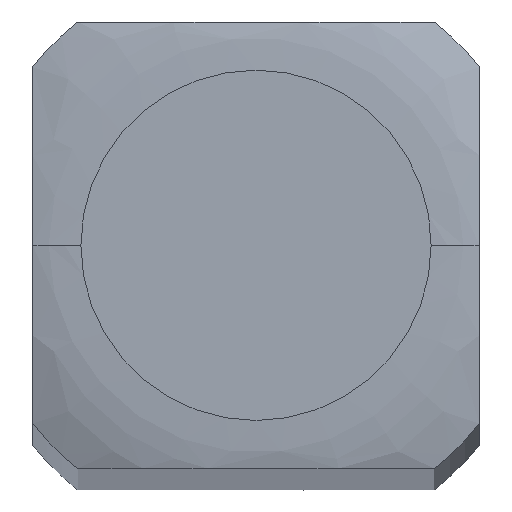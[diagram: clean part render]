
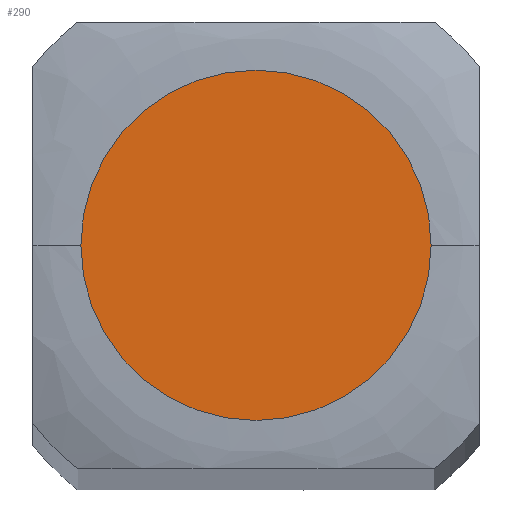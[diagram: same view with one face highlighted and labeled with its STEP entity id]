
A CAD part, top view. The second image highlights one B-rep face of the part: STEP entity #290.
In plain terms, the highlighted planar face has unit normal (0, 0, 1).
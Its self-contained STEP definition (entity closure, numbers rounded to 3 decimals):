
#23 = EDGE_CURVE ( 'NONE', #370, #488, #230, .T. ) ;
#64 = CARTESIAN_POINT ( 'NONE',  ( 0., 0., 43.561 ) ) ;
#71 = DIRECTION ( 'NONE',  ( 1., 0., 0. ) ) ;
#82 = CIRCLE ( 'NONE', #470, 1.245 ) ;
#97 = ORIENTED_EDGE ( 'NONE', *, *, #502, .T. ) ;
#121 = DIRECTION ( 'NONE',  ( 0., 0., -1. ) ) ;
#141 = CARTESIAN_POINT ( 'NONE',  ( -1.245, 0., 43.561 ) ) ;
#147 = AXIS2_PLACEMENT_3D ( 'NONE', #503, #121, #404 ) ;
#153 = DIRECTION ( 'NONE',  ( 0., 0., 1. ) ) ;
#230 = CIRCLE ( 'NONE', #264, 1.245 ) ;
#264 = AXIS2_PLACEMENT_3D ( 'NONE', #64, #153, #452 ) ;
#273 = ORIENTED_EDGE ( 'NONE', *, *, #23, .T. ) ;
#285 = CARTESIAN_POINT ( 'NONE',  ( 0., 0., 43.561 ) ) ;
#290 = ADVANCED_FACE ( 'NONE', ( #386 ), #344, .F. ) ;
#344 = PLANE ( 'NONE',  #147 ) ;
#346 = CARTESIAN_POINT ( 'NONE',  ( 1.245, 0., 43.561 ) ) ;
#370 = VERTEX_POINT ( 'NONE', #141 ) ;
#386 = FACE_OUTER_BOUND ( 'NONE', #507, .T. ) ;
#404 = DIRECTION ( 'NONE',  ( -1., 0., 0. ) ) ;
#452 = DIRECTION ( 'NONE',  ( 1., 0., 0. ) ) ;
#465 = DIRECTION ( 'NONE',  ( 0., 0., 1. ) ) ;
#470 = AXIS2_PLACEMENT_3D ( 'NONE', #285, #465, #71 ) ;
#488 = VERTEX_POINT ( 'NONE', #346 ) ;
#502 = EDGE_CURVE ( 'NONE', #488, #370, #82, .T. ) ;
#503 = CARTESIAN_POINT ( 'NONE',  ( -1.588, 1.588, 43.561 ) ) ;
#507 = EDGE_LOOP ( 'NONE', ( #97, #273 ) ) ;
